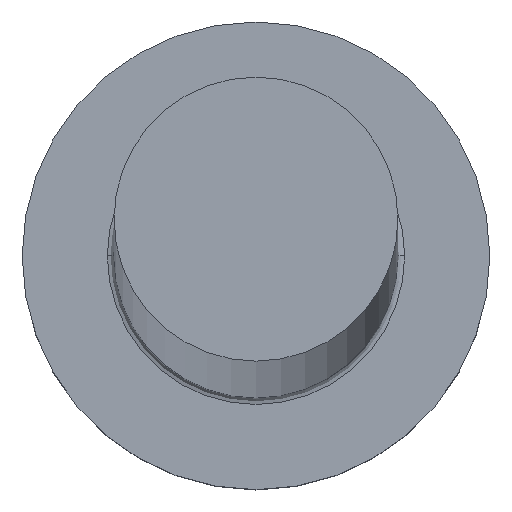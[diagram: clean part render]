
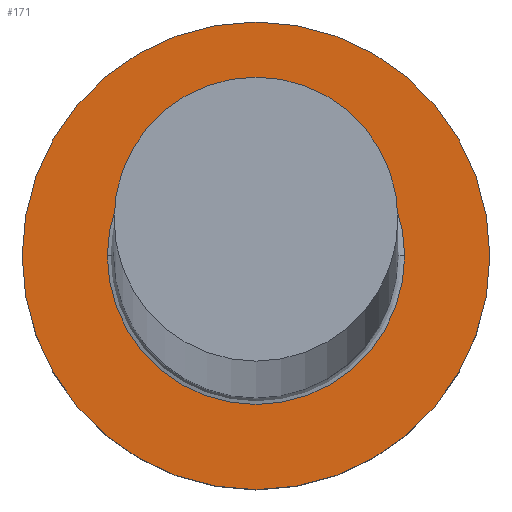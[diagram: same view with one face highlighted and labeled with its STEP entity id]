
A CAD part, top view. The second image highlights one B-rep face of the part: STEP entity #171.
In plain terms, the highlighted planar face has unit normal (0, 0, 1).
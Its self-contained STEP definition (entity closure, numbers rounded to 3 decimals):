
#4 = DIRECTION ( 'NONE',  ( 1., 0., 0. ) ) ;
#13 = DIRECTION ( 'NONE',  ( 0., 0., -1. ) ) ;
#16 = AXIS2_PLACEMENT_3D ( 'NONE', #142, #236, #31 ) ;
#22 = EDGE_CURVE ( 'NONE', #200, #94, #233, .T. ) ;
#31 = DIRECTION ( 'NONE',  ( 1., 0., 0. ) ) ;
#40 = DIRECTION ( 'NONE',  ( 0., 0., 1. ) ) ;
#47 = EDGE_CURVE ( 'NONE', #184, #96, #141, .T. ) ;
#48 = EDGE_LOOP ( 'NONE', ( #253, #89 ) ) ;
#73 = CARTESIAN_POINT ( 'NONE',  ( 7., 0., 5. ) ) ;
#77 = CARTESIAN_POINT ( 'NONE',  ( -4.45, 0., 5. ) ) ;
#79 = AXIS2_PLACEMENT_3D ( 'NONE', #170, #13, #269 ) ;
#81 = DIRECTION ( 'NONE',  ( 0., 0., 1. ) ) ;
#87 = DIRECTION ( 'NONE',  ( 1., 0., 0. ) ) ;
#89 = ORIENTED_EDGE ( 'NONE', *, *, #255, .T. ) ;
#94 = VERTEX_POINT ( 'NONE', #121 ) ;
#96 = VERTEX_POINT ( 'NONE', #73 ) ;
#121 = CARTESIAN_POINT ( 'NONE',  ( 4.45, 0., 5. ) ) ;
#124 = DIRECTION ( 'NONE',  ( 1., 0., 0. ) ) ;
#127 = FACE_OUTER_BOUND ( 'NONE', #48, .T. ) ;
#128 = CARTESIAN_POINT ( 'NONE',  ( -7., 0., 5. ) ) ;
#134 = EDGE_LOOP ( 'NONE', ( #163, #208 ) ) ;
#136 = CIRCLE ( 'NONE', #79, 4.45 ) ;
#139 = AXIS2_PLACEMENT_3D ( 'NONE', #243, #40, #124 ) ;
#141 = CIRCLE ( 'NONE', #16, 7. ) ;
#142 = CARTESIAN_POINT ( 'NONE',  ( 0., 0., 5. ) ) ;
#163 = ORIENTED_EDGE ( 'NONE', *, *, #225, .T. ) ;
#168 = CARTESIAN_POINT ( 'NONE',  ( 0., 0., 5. ) ) ;
#170 = CARTESIAN_POINT ( 'NONE',  ( 0., 0., 5. ) ) ;
#171 = ADVANCED_FACE ( 'NONE', ( #276, #127 ), #219, .T. ) ;
#174 = AXIS2_PLACEMENT_3D ( 'NONE', #168, #191, #4 ) ;
#184 = VERTEX_POINT ( 'NONE', #128 ) ;
#191 = DIRECTION ( 'NONE',  ( 0., 0., -1. ) ) ;
#199 = CARTESIAN_POINT ( 'NONE',  ( 0., 0., 5. ) ) ;
#200 = VERTEX_POINT ( 'NONE', #77 ) ;
#208 = ORIENTED_EDGE ( 'NONE', *, *, #22, .T. ) ;
#219 = PLANE ( 'NONE',  #257 ) ;
#225 = EDGE_CURVE ( 'NONE', #94, #200, #136, .T. ) ;
#233 = CIRCLE ( 'NONE', #174, 4.45 ) ;
#236 = DIRECTION ( 'NONE',  ( 0., 0., 1. ) ) ;
#239 = CIRCLE ( 'NONE', #139, 7. ) ;
#243 = CARTESIAN_POINT ( 'NONE',  ( 0., 0., 5. ) ) ;
#253 = ORIENTED_EDGE ( 'NONE', *, *, #47, .T. ) ;
#255 = EDGE_CURVE ( 'NONE', #96, #184, #239, .T. ) ;
#257 = AXIS2_PLACEMENT_3D ( 'NONE', #199, #81, #87 ) ;
#269 = DIRECTION ( 'NONE',  ( 1., 0., 0. ) ) ;
#276 = FACE_BOUND ( 'NONE', #134, .T. ) ;
